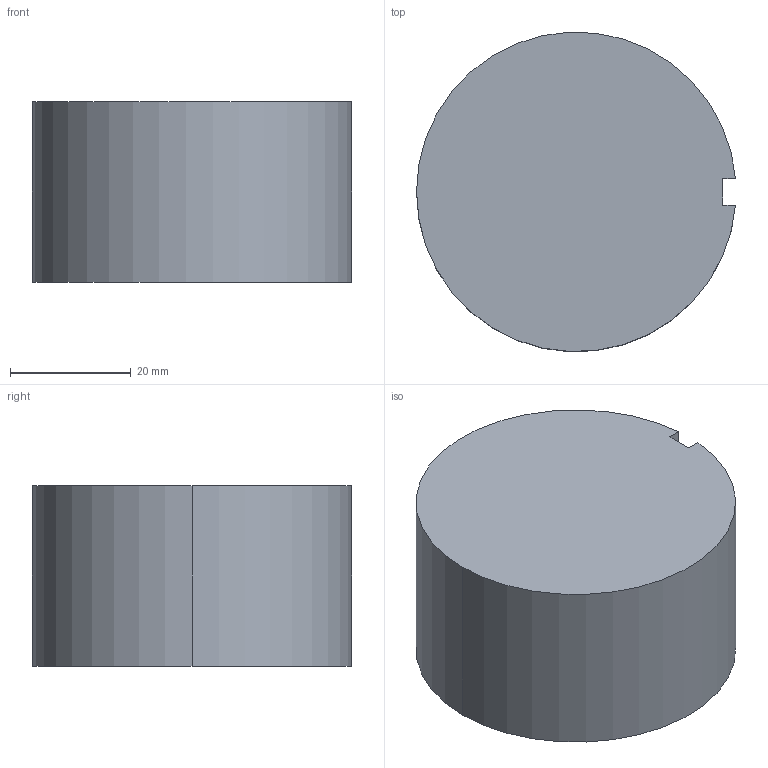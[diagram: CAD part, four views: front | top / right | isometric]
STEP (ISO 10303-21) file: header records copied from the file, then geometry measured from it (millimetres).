
FILE_DESCRIPTION (( 'STEP AP203' ), '1' );
FILE_NAME ('Rot_默认_sldprt.STEP', '2018-11-24T08:41:55', ( '' ), ( '' ), 'SwSTEP 2.0', 'SolidWorks 2014', '' );
FILE_SCHEMA (( 'CONFIG_CONTROL_DESIGN' ));
Length unit declared in the file: millimetre
Products named in the file (1): Rot_默认_sldprt
Bounding box: 52.91 x 52.95 x 30 mm (x, y, z)
Volume: 63882.9 mm3; surface area: 10018.2 mm2
Topology: 1 solids, 1 shells, 10 faces, 21 edges, 14 vertices
Faces by surface type: plane 6, cylinder 4
Entity records: 350 total; most frequent: DIRECTION 51, CARTESIAN_POINT 46, ORIENTED_EDGE 42, EDGE_CURVE 21, AXIS2_PLACEMENT_3D 19, VERTEX_POINT 14, LINE 13, VECTOR 13
